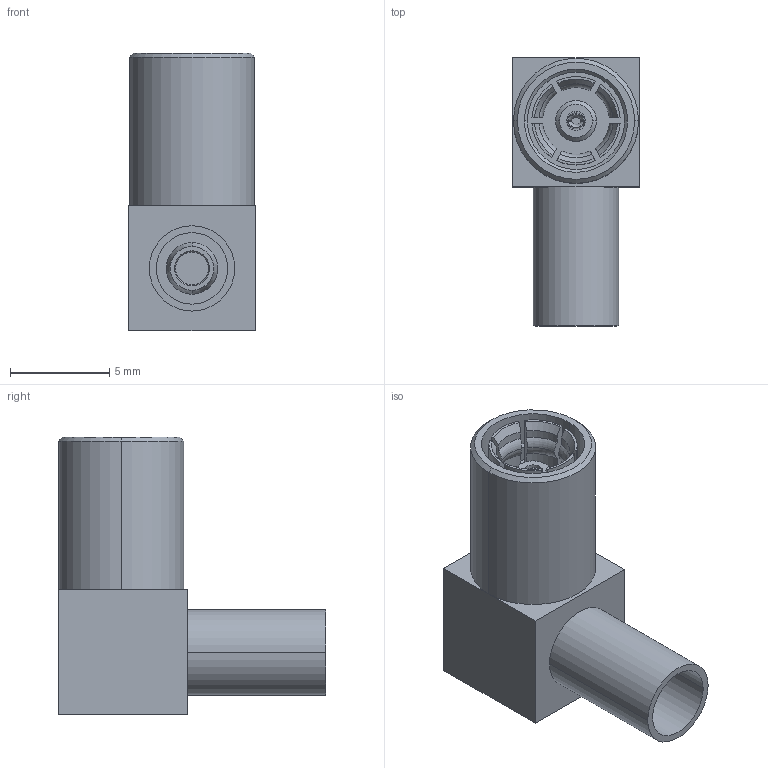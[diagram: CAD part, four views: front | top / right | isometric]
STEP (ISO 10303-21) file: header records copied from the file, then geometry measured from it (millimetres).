
FILE_DESCRIPTION (( 'STEP AP214' ), '1' );
FILE_NAME ('J01161A0431.STEP', '2018-11-20T12:34:27', ( '' ), ( '' ), 'SwSTEP 2.0', 'SolidWorks 2017', '' );
FILE_SCHEMA (( 'AUTOMOTIVE_DESIGN' ));
Length unit declared in the file: millimetre
Products named in the file (1): J01161A0431
Bounding box: 6.35 x 13.5 x 14 mm (x, y, z)
Volume: 524 mm3; surface area: 675.9 mm2
Topology: 1 solids, 1 shells, 117 faces, 278 edges, 180 vertices
Faces by surface type: cylinder 44, plane 39, cone 20, torus 14
Entity records: 4741 total; most frequent: CARTESIAN_POINT 746, DIRECTION 576, ORIENTED_EDGE 556, EDGE_CURVE 278, AXIS2_PLACEMENT_3D 226, VERTEX_POINT 180, EDGE_LOOP 134, LINE 124
